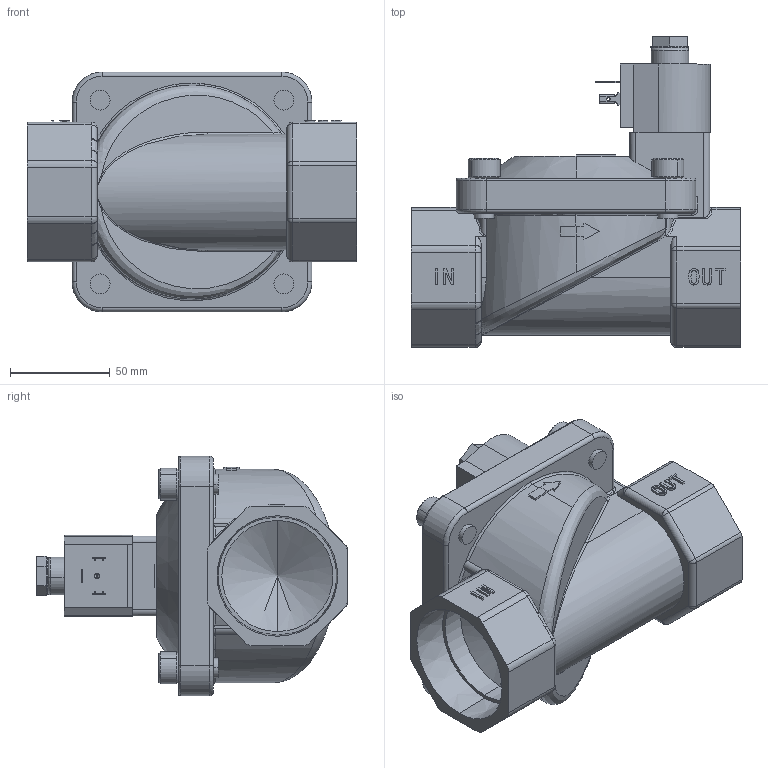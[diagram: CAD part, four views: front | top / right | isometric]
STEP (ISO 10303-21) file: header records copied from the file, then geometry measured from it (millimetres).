
FILE_DESCRIPTION (( 'STEP AP203' ), '1' );
FILE_NAME ('NS712YH16C9JJ7.step', '2025-02-18T15:44:27', ( '' ), ( '' ), 'SwSTEP 2.0', 'SolidWorks 2024', '' );
FILE_SCHEMA (( 'CONFIG_CONTROL_DESIGN' ));
Length unit declared in the file: millimetre
Products named in the file (1): NS712YH16C9JJ7
Bounding box: 165 x 155.51 x 120 mm (x, y, z)
Volume: 914904.6 mm3; surface area: 96822.9 mm2
Topology: 1 solids, 2 shells, 478 faces, 1158 edges, 706 vertices
Faces by surface type: plane 205, cylinder 136, cone 59, bspline 42, torus 25, sphere 11
Entity records: 17127 total; most frequent: CARTESIAN_POINT 6238, ORIENTED_EDGE 2298, DIRECTION 2182, EDGE_CURVE 1149, AXIS2_PLACEMENT_3D 789, VERTEX_POINT 705, VECTOR 604, LINE 604
